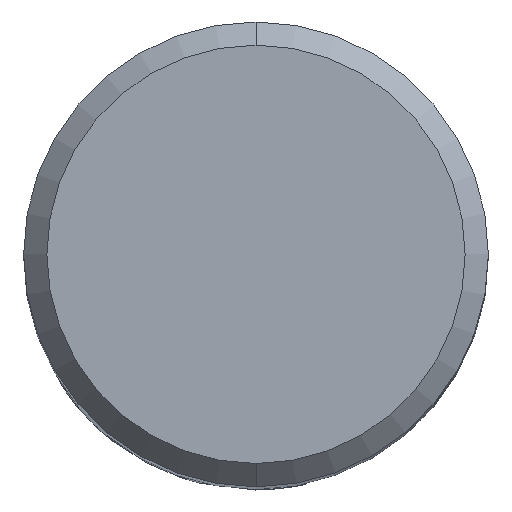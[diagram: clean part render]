
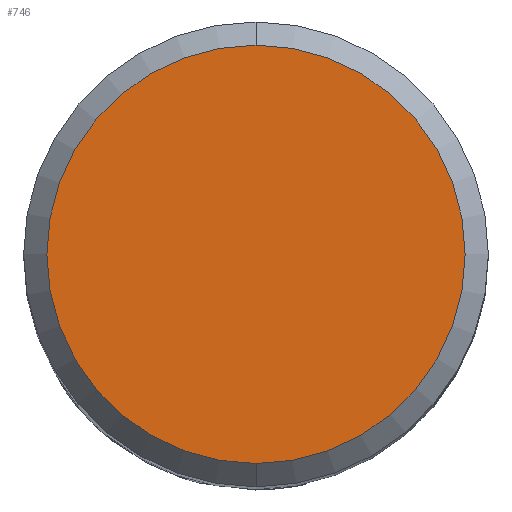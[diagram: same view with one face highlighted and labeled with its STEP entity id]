
A CAD part, top view. The second image highlights one B-rep face of the part: STEP entity #746.
In plain terms, the highlighted planar face has unit normal (0, 0, 1).
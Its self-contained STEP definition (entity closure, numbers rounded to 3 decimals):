
#420=EDGE_CURVE('',#1050,#578,#1142,.T.);
#578=VERTEX_POINT('',#1311);
#746=ADVANCED_FACE('',(#1503),#1504,.T.);
#914=EDGE_CURVE('',#578,#1050,#1686,.T.);
#1050=VERTEX_POINT('',#1833);
#1142=CIRCLE('',#2024,7.2);
#1311=CARTESIAN_POINT('',(0.0,7.2,0.0));
#1503=FACE_OUTER_BOUND('',#5329,.T.);
#1504=PLANE('',#5330);
#1686=CIRCLE('',#6257,7.2);
#1833=CARTESIAN_POINT('',(0.,-7.2,0.0));
#2024=AXIS2_PLACEMENT_3D('',#7164,#7165,#7166);
#5329=EDGE_LOOP('',(#7561,#7562));
#5330=AXIS2_PLACEMENT_3D('',#7563,#7564,#7565);
#6257=AXIS2_PLACEMENT_3D('',#7805,#7806,#7807);
#7164=CARTESIAN_POINT('',(0.0,0.0,0.0));
#7165=DIRECTION('',(0.0,0.0,-1.0));
#7166=DIRECTION('',(0.0,1.0,0.0));
#7561=ORIENTED_EDGE('',*,*,#914,.F.);
#7562=ORIENTED_EDGE('',*,*,#420,.F.);
#7563=CARTESIAN_POINT('',(0.0,3.6,0.0));
#7564=DIRECTION('',(-0.0,0.0,1.0));
#7565=DIRECTION('',(0.0,-1.0,0.0));
#7805=CARTESIAN_POINT('',(0.0,0.0,0.0));
#7806=DIRECTION('',(0.0,0.0,-1.0));
#7807=DIRECTION('',(0.0,1.0,0.0));
